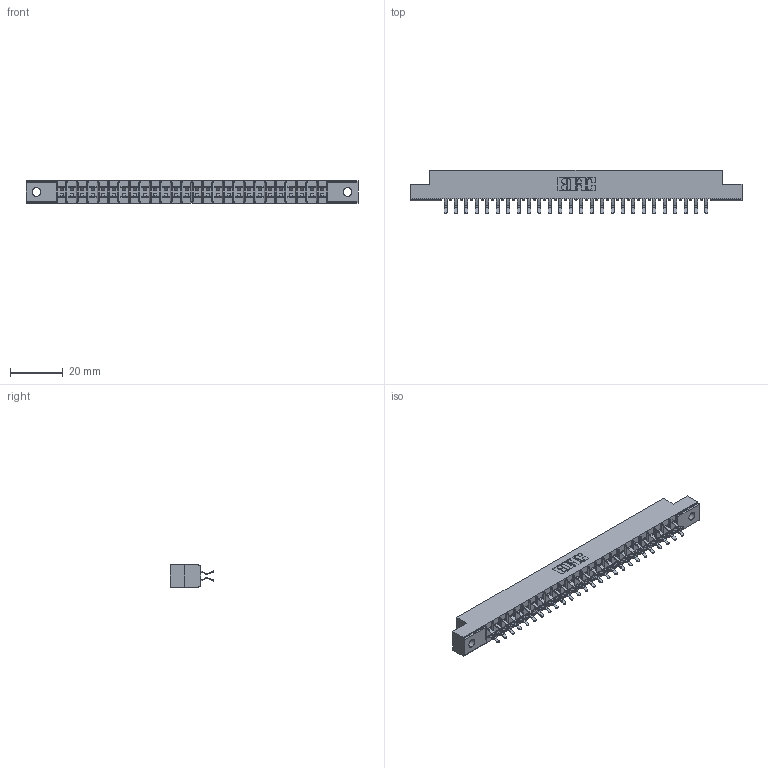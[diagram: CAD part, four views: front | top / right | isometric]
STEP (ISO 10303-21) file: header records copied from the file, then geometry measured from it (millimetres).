
FILE_DESCRIPTION (( 'STEP AP203' ), '1' );
FILE_NAME ('305-052-556-502.STEP', '2019-09-09T22:40:45', ( '' ), ( '' ), 'SwSTEP 2.0', 'SolidWorks 2016', '' );
FILE_SCHEMA (( 'CONFIG_CONTROL_DESIGN' ));
Length unit declared in the file: inch
Products named in the file (3): 305-052-556-502; 305 Part_.128 Dia; 305-290-001_556
Assembly tree (53 placements, depth 2):
  305-052-556-502
    305 Part_.128 Dia
    305-290-001_556  x52
Bounding box: 126.03 x 16.64 x 8.71 mm (x, y, z)
Volume: 7492.3 mm3; surface area: 14956.2 mm2
Topology: 53 solids, 53 shells, 3028 faces, 8714 edges, 5668 vertices
Faces by surface type: plane 1680, cylinder 1244, sphere 104
Entity records: 30323 total; most frequent: CARTESIAN_POINT 5020, ORIENTED_EDGE 4980, DIRECTION 4872, EDGE_CURVE 2490, VECTOR 1992, LINE 1992, VERTEX_POINT 1588, AXIS2_PLACEMENT_3D 1440
